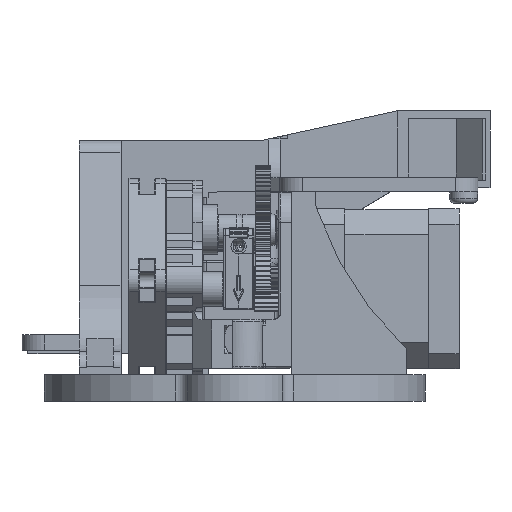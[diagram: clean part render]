
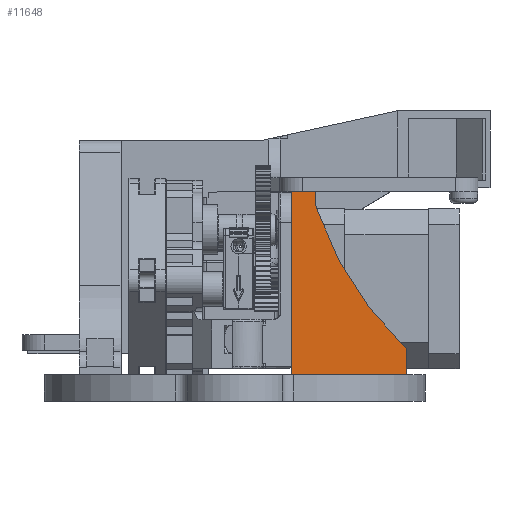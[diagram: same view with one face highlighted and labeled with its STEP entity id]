
A CAD part, front view. The second image highlights one B-rep face of the part: STEP entity #11648.
In plain terms, the highlighted planar face has unit normal (0, -1, 0).
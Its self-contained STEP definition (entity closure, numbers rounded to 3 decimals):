
#765 = PLANE('',#766);
#766 = AXIS2_PLACEMENT_3D('',#767,#768,#769);
#767 = CARTESIAN_POINT('',(19.913,13.243,6.));
#768 = DIRECTION('',(0.,0.,1.));
#769 = DIRECTION('',(0.,-1.,0.));
#7050 = PLANE('',#7051);
#7051 = AXIS2_PLACEMENT_3D('',#7052,#7053,#7054);
#7052 = CARTESIAN_POINT('',(37.15,39.916,31.879));
#7053 = DIRECTION('',(1.,0.,0.));
#7054 = DIRECTION('',(0.,1.,0.));
#7091 = VERTEX_POINT('',#7092);
#7092 = CARTESIAN_POINT('',(61.,16.053,6.));
#7106 = PLANE('',#7107);
#7107 = AXIS2_PLACEMENT_3D('',#7108,#7109,#7110);
#7108 = CARTESIAN_POINT('',(61.,20.453,6.));
#7109 = DIRECTION('',(1.,0.,0.));
#7110 = DIRECTION('',(0.,-1.,0.));
#7118 = EDGE_CURVE('',#7091,#7119,#7121,.T.);
#7119 = VERTEX_POINT('',#7120);
#7120 = CARTESIAN_POINT('',(31.,16.053,6.));
#7121 = SURFACE_CURVE('',#7122,(#7126,#7133),.PCURVE_S1.);
#7122 = LINE('',#7123,#7124);
#7123 = CARTESIAN_POINT('',(61.,16.053,6.));
#7124 = VECTOR('',#7125,1.);
#7125 = DIRECTION('',(-1.,0.,0.));
#7126 = PCURVE('',#765,#7127);
#7127 = DEFINITIONAL_REPRESENTATION('',(#7128),#7132);
#7128 = LINE('',#7129,#7130);
#7129 = CARTESIAN_POINT('',(-2.81,41.087));
#7130 = VECTOR('',#7131,1.);
#7131 = DIRECTION('',(0.,-1.));
#7132 = ( GEOMETRIC_REPRESENTATION_CONTEXT(2) 
PARAMETRIC_REPRESENTATION_CONTEXT() REPRESENTATION_CONTEXT('2D SPACE',''
  ) );
#7133 = PCURVE('',#7134,#7139);
#7134 = PLANE('',#7135);
#7135 = AXIS2_PLACEMENT_3D('',#7136,#7137,#7138);
#7136 = CARTESIAN_POINT('',(41.368,16.053,
    25.697));
#7137 = DIRECTION('',(0.,-1.,0.));
#7138 = DIRECTION('',(0.,0.,1.));
#7139 = DEFINITIONAL_REPRESENTATION('',(#7140),#7144);
#7140 = LINE('',#7141,#7142);
#7141 = CARTESIAN_POINT('',(-19.697,-19.632));
#7142 = VECTOR('',#7143,1.);
#7143 = DIRECTION('',(0.,1.));
#7144 = ( GEOMETRIC_REPRESENTATION_CONTEXT(2) 
PARAMETRIC_REPRESENTATION_CONTEXT() REPRESENTATION_CONTEXT('2D SPACE',''
  ) );
#7162 = PLANE('',#7163);
#7163 = AXIS2_PLACEMENT_3D('',#7164,#7165,#7166);
#7164 = CARTESIAN_POINT('',(31.,38.877,30.84));
#7165 = DIRECTION('',(-1.,0.,0.));
#7166 = DIRECTION('',(0.,0.,1.));
#11223 = VERTEX_POINT('',#11224);
#11224 = CARTESIAN_POINT('',(31.,16.053,54.));
#11238 = PLANE('',#11239);
#11239 = AXIS2_PLACEMENT_3D('',#11240,#11241,#11242);
#11240 = CARTESIAN_POINT('',(34.075,21.6,54.));
#11241 = DIRECTION('',(0.,0.,1.));
#11242 = DIRECTION('',(-1.,0.,0.));
#11473 = EDGE_CURVE('',#7119,#11223,#11474,.T.);
#11474 = SURFACE_CURVE('',#11475,(#11479,#11486),.PCURVE_S1.);
#11475 = LINE('',#11476,#11477);
#11476 = CARTESIAN_POINT('',(31.,16.053,6.));
#11477 = VECTOR('',#11478,1.);
#11478 = DIRECTION('',(0.,0.,1.));
#11479 = PCURVE('',#7162,#11480);
#11480 = DEFINITIONAL_REPRESENTATION('',(#11481),#11485);
#11481 = LINE('',#11482,#11483);
#11482 = CARTESIAN_POINT('',(-24.84,-22.824));
#11483 = VECTOR('',#11484,1.);
#11484 = DIRECTION('',(1.,0.));
#11485 = ( GEOMETRIC_REPRESENTATION_CONTEXT(2) 
PARAMETRIC_REPRESENTATION_CONTEXT() REPRESENTATION_CONTEXT('2D SPACE',''
  ) );
#11486 = PCURVE('',#7134,#11487);
#11487 = DEFINITIONAL_REPRESENTATION('',(#11488),#11492);
#11488 = LINE('',#11489,#11490);
#11489 = CARTESIAN_POINT('',(-19.697,10.368));
#11490 = VECTOR('',#11491,1.);
#11491 = DIRECTION('',(1.,0.));
#11492 = ( GEOMETRIC_REPRESENTATION_CONTEXT(2) 
PARAMETRIC_REPRESENTATION_CONTEXT() REPRESENTATION_CONTEXT('2D SPACE',''
  ) );
#11648 = ADVANCED_FACE('',(#11649),#7134,.T.);
#11649 = FACE_BOUND('',#11650,.T.);
#11650 = EDGE_LOOP('',(#11651,#11652,#11653,#11676,#11705,#11729,#11752)
  );
#11651 = ORIENTED_EDGE('',*,*,#11473,.F.);
#11652 = ORIENTED_EDGE('',*,*,#7118,.F.);
#11653 = ORIENTED_EDGE('',*,*,#11654,.T.);
#11654 = EDGE_CURVE('',#7091,#11655,#11657,.T.);
#11655 = VERTEX_POINT('',#11656);
#11656 = CARTESIAN_POINT('',(61.,16.053,
    12.843));
#11657 = SURFACE_CURVE('',#11658,(#11662,#11669),.PCURVE_S1.);
#11658 = LINE('',#11659,#11660);
#11659 = CARTESIAN_POINT('',(61.,16.053,6.));
#11660 = VECTOR('',#11661,1.);
#11661 = DIRECTION('',(0.,0.,1.));
#11662 = PCURVE('',#7134,#11663);
#11663 = DEFINITIONAL_REPRESENTATION('',(#11664),#11668);
#11664 = LINE('',#11665,#11666);
#11665 = CARTESIAN_POINT('',(-19.697,-19.632));
#11666 = VECTOR('',#11667,1.);
#11667 = DIRECTION('',(1.,0.));
#11668 = ( GEOMETRIC_REPRESENTATION_CONTEXT(2) 
PARAMETRIC_REPRESENTATION_CONTEXT() REPRESENTATION_CONTEXT('2D SPACE',''
  ) );
#11669 = PCURVE('',#7106,#11670);
#11670 = DEFINITIONAL_REPRESENTATION('',(#11671),#11675);
#11671 = LINE('',#11672,#11673);
#11672 = CARTESIAN_POINT('',(4.4,0.));
#11673 = VECTOR('',#11674,1.);
#11674 = DIRECTION('',(0.,-1.));
#11675 = ( GEOMETRIC_REPRESENTATION_CONTEXT(2) 
PARAMETRIC_REPRESENTATION_CONTEXT() REPRESENTATION_CONTEXT('2D SPACE',''
  ) );
#11676 = ORIENTED_EDGE('',*,*,#11677,.F.);
#11677 = EDGE_CURVE('',#11678,#11655,#11680,.T.);
#11678 = VERTEX_POINT('',#11679);
#11679 = CARTESIAN_POINT('',(37.709,16.053,49.));
#11680 = SURFACE_CURVE('',#11681,(#11686,#11693),.PCURVE_S1.);
#11681 = CIRCLE('',#11682,90.133);
#11682 = AXIS2_PLACEMENT_3D('',#11683,#11684,#11685);
#11683 = CARTESIAN_POINT('',(122.939,16.053,
    78.321));
#11684 = DIRECTION('',(0.,-1.,0.));
#11685 = DIRECTION('',(1.,0.,0.));
#11686 = PCURVE('',#7134,#11687);
#11687 = DEFINITIONAL_REPRESENTATION('',(#11688),#11692);
#11688 = CIRCLE('',#11689,90.133);
#11689 = AXIS2_PLACEMENT_2D('',#11690,#11691);
#11690 = CARTESIAN_POINT('',(52.624,-81.571));
#11691 = DIRECTION('',(0.,-1.));
#11692 = ( GEOMETRIC_REPRESENTATION_CONTEXT(2) 
PARAMETRIC_REPRESENTATION_CONTEXT() REPRESENTATION_CONTEXT('2D SPACE',''
  ) );
#11693 = PCURVE('',#11694,#11699);
#11694 = CYLINDRICAL_SURFACE('',#11695,90.133);
#11695 = AXIS2_PLACEMENT_3D('',#11696,#11697,#11698);
#11696 = CARTESIAN_POINT('',(122.939,16.053,
    78.321));
#11697 = DIRECTION('',(0.,-1.,0.));
#11698 = DIRECTION('',(1.,0.,0.));
#11699 = DEFINITIONAL_REPRESENTATION('',(#11700),#11704);
#11700 = LINE('',#11701,#11702);
#11701 = CARTESIAN_POINT('',(0.,0.));
#11702 = VECTOR('',#11703,1.);
#11703 = DIRECTION('',(1.,0.));
#11704 = ( GEOMETRIC_REPRESENTATION_CONTEXT(2) 
PARAMETRIC_REPRESENTATION_CONTEXT() REPRESENTATION_CONTEXT('2D SPACE',''
  ) );
#11705 = ORIENTED_EDGE('',*,*,#11706,.F.);
#11706 = EDGE_CURVE('',#11707,#11678,#11709,.T.);
#11707 = VERTEX_POINT('',#11708);
#11708 = CARTESIAN_POINT('',(37.15,16.053,
    50.679));
#11709 = SURFACE_CURVE('',#11710,(#11715,#11722),.PCURVE_S1.);
#11710 = CIRCLE('',#11711,90.133);
#11711 = AXIS2_PLACEMENT_3D('',#11712,#11713,#11714);
#11712 = CARTESIAN_POINT('',(122.939,16.053,
    78.321));
#11713 = DIRECTION('',(0.,-1.,0.));
#11714 = DIRECTION('',(1.,0.,0.));
#11715 = PCURVE('',#7134,#11716);
#11716 = DEFINITIONAL_REPRESENTATION('',(#11717),#11721);
#11717 = CIRCLE('',#11718,90.133);
#11718 = AXIS2_PLACEMENT_2D('',#11719,#11720);
#11719 = CARTESIAN_POINT('',(52.624,-81.571));
#11720 = DIRECTION('',(0.,-1.));
#11721 = ( GEOMETRIC_REPRESENTATION_CONTEXT(2) 
PARAMETRIC_REPRESENTATION_CONTEXT() REPRESENTATION_CONTEXT('2D SPACE',''
  ) );
#11722 = PCURVE('',#11694,#11723);
#11723 = DEFINITIONAL_REPRESENTATION('',(#11724),#11728);
#11724 = LINE('',#11725,#11726);
#11725 = CARTESIAN_POINT('',(0.,0.));
#11726 = VECTOR('',#11727,1.);
#11727 = DIRECTION('',(1.,0.));
#11728 = ( GEOMETRIC_REPRESENTATION_CONTEXT(2) 
PARAMETRIC_REPRESENTATION_CONTEXT() REPRESENTATION_CONTEXT('2D SPACE',''
  ) );
#11729 = ORIENTED_EDGE('',*,*,#11730,.T.);
#11730 = EDGE_CURVE('',#11707,#11731,#11733,.T.);
#11731 = VERTEX_POINT('',#11732);
#11732 = CARTESIAN_POINT('',(37.15,16.053,54.));
#11733 = SURFACE_CURVE('',#11734,(#11738,#11745),.PCURVE_S1.);
#11734 = LINE('',#11735,#11736);
#11735 = CARTESIAN_POINT('',(37.15,16.053,52.339));
#11736 = VECTOR('',#11737,1.);
#11737 = DIRECTION('',(0.,0.,1.));
#11738 = PCURVE('',#7134,#11739);
#11739 = DEFINITIONAL_REPRESENTATION('',(#11740),#11744);
#11740 = LINE('',#11741,#11742);
#11741 = CARTESIAN_POINT('',(26.643,4.218));
#11742 = VECTOR('',#11743,1.);
#11743 = DIRECTION('',(1.,0.));
#11744 = ( GEOMETRIC_REPRESENTATION_CONTEXT(2) 
PARAMETRIC_REPRESENTATION_CONTEXT() REPRESENTATION_CONTEXT('2D SPACE',''
  ) );
#11745 = PCURVE('',#7050,#11746);
#11746 = DEFINITIONAL_REPRESENTATION('',(#11747),#11751);
#11747 = LINE('',#11748,#11749);
#11748 = CARTESIAN_POINT('',(-23.863,20.461));
#11749 = VECTOR('',#11750,1.);
#11750 = DIRECTION('',(0.,1.));
#11751 = ( GEOMETRIC_REPRESENTATION_CONTEXT(2) 
PARAMETRIC_REPRESENTATION_CONTEXT() REPRESENTATION_CONTEXT('2D SPACE',''
  ) );
#11752 = ORIENTED_EDGE('',*,*,#11753,.F.);
#11753 = EDGE_CURVE('',#11223,#11731,#11754,.T.);
#11754 = SURFACE_CURVE('',#11755,(#11759,#11766),.PCURVE_S1.);
#11755 = LINE('',#11756,#11757);
#11756 = CARTESIAN_POINT('',(32.921,16.053,54.));
#11757 = VECTOR('',#11758,1.);
#11758 = DIRECTION('',(1.,0.,0.));
#11759 = PCURVE('',#7134,#11760);
#11760 = DEFINITIONAL_REPRESENTATION('',(#11761),#11765);
#11761 = LINE('',#11762,#11763);
#11762 = CARTESIAN_POINT('',(28.303,8.447));
#11763 = VECTOR('',#11764,1.);
#11764 = DIRECTION('',(0.,-1.));
#11765 = ( GEOMETRIC_REPRESENTATION_CONTEXT(2) 
PARAMETRIC_REPRESENTATION_CONTEXT() REPRESENTATION_CONTEXT('2D SPACE',''
  ) );
#11766 = PCURVE('',#11238,#11767);
#11767 = DEFINITIONAL_REPRESENTATION('',(#11768),#11772);
#11768 = LINE('',#11769,#11770);
#11769 = CARTESIAN_POINT('',(1.154,5.547));
#11770 = VECTOR('',#11771,1.);
#11771 = DIRECTION('',(-1.,0.));
#11772 = ( GEOMETRIC_REPRESENTATION_CONTEXT(2) 
PARAMETRIC_REPRESENTATION_CONTEXT() REPRESENTATION_CONTEXT('2D SPACE',''
  ) );
